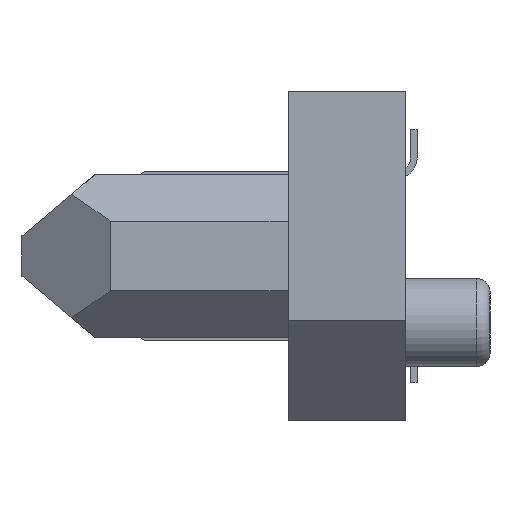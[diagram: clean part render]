
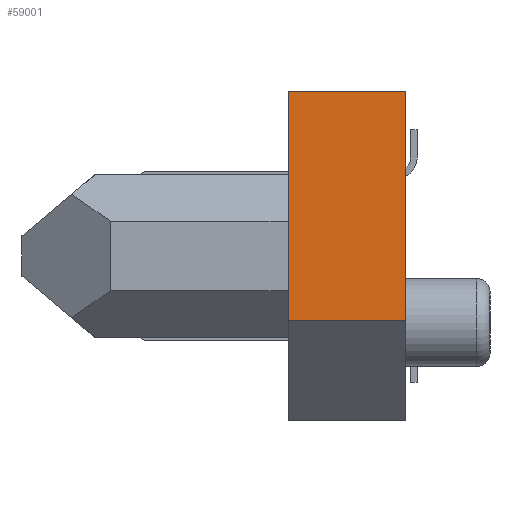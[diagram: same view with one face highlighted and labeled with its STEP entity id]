
A CAD part, left-side view. The second image highlights one B-rep face of the part: STEP entity #59001.
In plain terms, the highlighted planar face has unit normal (-1, 0, 0).
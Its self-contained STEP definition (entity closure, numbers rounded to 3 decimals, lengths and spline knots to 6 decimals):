
#7094=ORIENTED_EDGE('',*,*,#22384,.T.);
#7095=ORIENTED_EDGE('',*,*,#20361,.F.);
#7096=ORIENTED_EDGE('',*,*,#22385,.F.);
#7097=ORIENTED_EDGE('',*,*,#22381,.T.);
#20361=EDGE_CURVE('',#28855,#28852,#34736,.T.);
#22381=EDGE_CURVE('',#29912,#29911,#36725,.T.);
#22384=EDGE_CURVE('',#29911,#28852,#36728,.T.);
#22385=EDGE_CURVE('',#29912,#28855,#36729,.T.);
#28852=VERTEX_POINT('',#83356);
#28855=VERTEX_POINT('',#83361);
#29911=VERTEX_POINT('',#87224);
#29912=VERTEX_POINT('',#87226);
#34736=LINE('',#83362,#42759);
#36725=LINE('',#87225,#44748);
#36728=LINE('',#87231,#44751);
#36729=LINE('',#87232,#44752);
#42759=VECTOR('',#67245,1.);
#44748=VECTOR('',#70870,1.);
#44751=VECTOR('',#70875,1.);
#44752=VECTOR('',#70876,1.);
#50563=EDGE_LOOP('',(#7094,#7095,#7096,#7097));
#53502=FACE_BOUND('',#50563,.T.);
#56307=PLANE('',#62223);
#59001=ADVANCED_FACE('',(#53502),#56307,.F.);
#62223=AXIS2_PLACEMENT_3D('',#87230,#70873,#70874);
#67245=DIRECTION('',(0.,-1.,0.));
#70870=DIRECTION('',(0.,-1.,0.));
#70873=DIRECTION('',(1.,0.,0.));
#70874=DIRECTION('',(0.,0.,-1.));
#70875=DIRECTION('',(0.,0.,1.));
#70876=DIRECTION('',(0.,0.,1.));
#83356=CARTESIAN_POINT('',(-0.0184,0.,0.002475));
#83361=CARTESIAN_POINT('',(-0.0184,0.001765,0.002475));
#83362=CARTESIAN_POINT('',(-0.0184,0.001765,0.002475));
#87224=CARTESIAN_POINT('',(-0.0184,0.,-0.000975));
#87225=CARTESIAN_POINT('',(-0.0184,0.001765,-0.000975));
#87226=CARTESIAN_POINT('',(-0.0184,0.001765,-0.000975));
#87230=CARTESIAN_POINT('',(-0.0184,0.001765,-0.000975));
#87231=CARTESIAN_POINT('',(-0.0184,0.,-0.000975));
#87232=CARTESIAN_POINT('',(-0.0184,0.001765,-0.000975));
